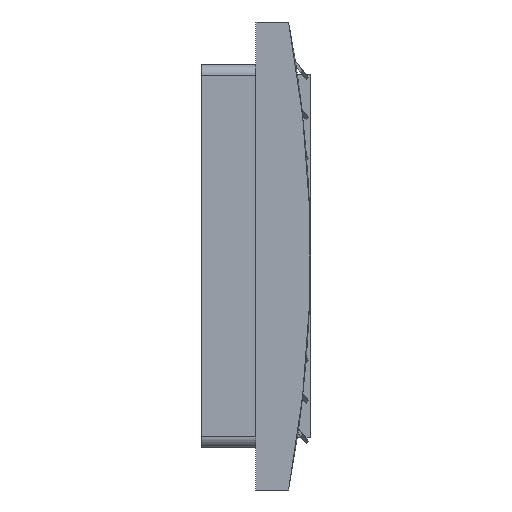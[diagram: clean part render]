
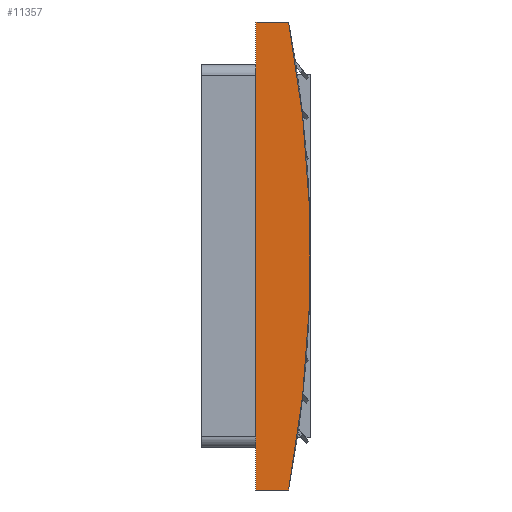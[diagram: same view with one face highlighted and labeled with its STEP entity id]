
A CAD part, left-side view. The second image highlights one B-rep face of the part: STEP entity #11357.
In plain terms, the highlighted planar face has unit normal (-1, 0, 0).
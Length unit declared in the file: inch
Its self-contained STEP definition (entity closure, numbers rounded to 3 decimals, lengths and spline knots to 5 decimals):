
#255 = DIRECTION ( 'NONE',  ( 0., -1., 0. ) ) ;
#428 = LINE ( 'NONE', #7511, #9486 ) ;
#653 = DIRECTION ( 'NONE',  ( 0., 1., 0. ) ) ;
#844 = CIRCLE ( 'NONE', #12880, 22.94537 ) ;
#1515 = VERTEX_POINT ( 'NONE', #14130 ) ;
#1826 = ORIENTED_EDGE ( 'NONE', *, *, #8882, .F. ) ;
#2251 = VECTOR ( 'NONE', #16464, 39.37008 ) ;
#2656 = ORIENTED_EDGE ( 'NONE', *, *, #10321, .T. ) ;
#4318 = CARTESIAN_POINT ( 'NONE',  ( -4.23228, 0., -4.23228 ) ) ;
#4593 = EDGE_LOOP ( 'NONE', ( #1826, #2656, #14818, #10793 ) ) ;
#5808 = DIRECTION ( 'NONE',  ( -1., 0., 0. ) ) ;
#5809 = VERTEX_POINT ( 'NONE', #5980 ) ;
#5980 = CARTESIAN_POINT ( 'NONE',  ( -4.23228, -0.59055, -4.23228 ) ) ;
#6287 = LINE ( 'NONE', #16050, #10914 ) ;
#6344 = AXIS2_PLACEMENT_3D ( 'NONE', #15543, #9196, #255 ) ;
#7345 = CARTESIAN_POINT ( 'NONE',  ( -4.23228, 0., 0. ) ) ;
#7511 = CARTESIAN_POINT ( 'NONE',  ( -4.23228, 0., -4.23228 ) ) ;
#8202 = EDGE_CURVE ( 'NONE', #1515, #10440, #6287, .T. ) ;
#8489 = DIRECTION ( 'NONE',  ( 0., 0., -1. ) ) ;
#8882 = EDGE_CURVE ( 'NONE', #5809, #10859, #428, .T. ) ;
#9196 = DIRECTION ( 'NONE',  ( -1., 0., 0. ) ) ;
#9486 = VECTOR ( 'NONE', #13708, 39.37008 ) ;
#9726 = CARTESIAN_POINT ( 'NONE',  ( -4.23228, 21.96112, 0. ) ) ;
#10321 = EDGE_CURVE ( 'NONE', #5809, #1515, #844, .T. ) ;
#10440 = VERTEX_POINT ( 'NONE', #13661 ) ;
#10565 = FACE_OUTER_BOUND ( 'NONE', #4593, .T. ) ;
#10701 = LINE ( 'NONE', #7345, #2251 ) ;
#10793 = ORIENTED_EDGE ( 'NONE', *, *, #13760, .T. ) ;
#10859 = VERTEX_POINT ( 'NONE', #4318 ) ;
#10914 = VECTOR ( 'NONE', #653, 39.37008 ) ;
#11357 = ADVANCED_FACE ( 'NONE', ( #10565 ), #11924, .T. ) ;
#11924 = PLANE ( 'NONE',  #6344 ) ;
#12880 = AXIS2_PLACEMENT_3D ( 'NONE', #9726, #5808, #8489 ) ;
#13661 = CARTESIAN_POINT ( 'NONE',  ( -4.23228, 0., 4.23228 ) ) ;
#13708 = DIRECTION ( 'NONE',  ( 0., 1., 0. ) ) ;
#13760 = EDGE_CURVE ( 'NONE', #10440, #10859, #10701, .T. ) ;
#14130 = CARTESIAN_POINT ( 'NONE',  ( -4.23228, -0.59055, 4.23228 ) ) ;
#14818 = ORIENTED_EDGE ( 'NONE', *, *, #8202, .T. ) ;
#15543 = CARTESIAN_POINT ( 'NONE',  ( -4.23228, 0., -4.23228 ) ) ;
#16050 = CARTESIAN_POINT ( 'NONE',  ( -4.23228, 0., 4.23228 ) ) ;
#16464 = DIRECTION ( 'NONE',  ( 0., 0., -1. ) ) ;
